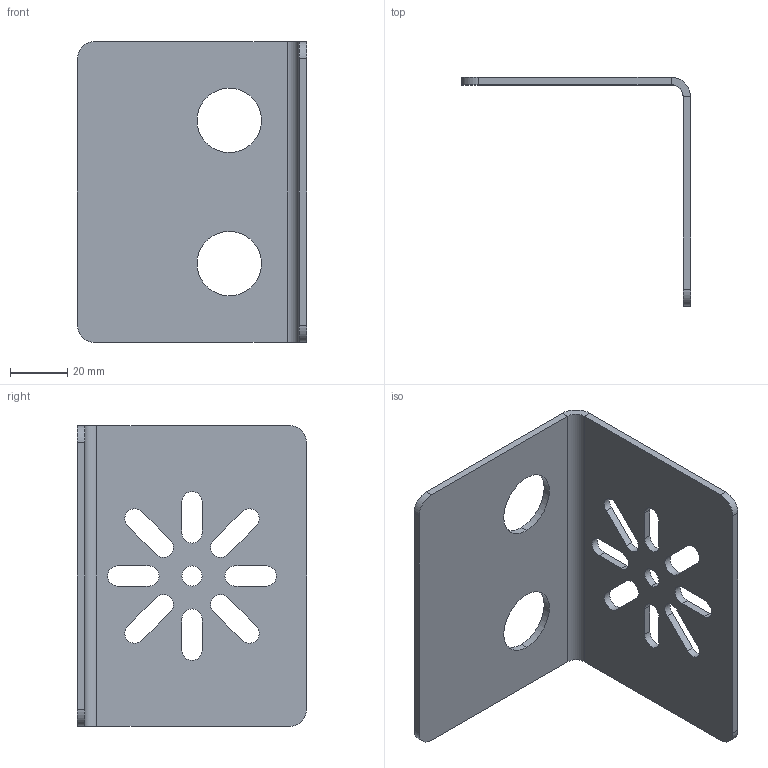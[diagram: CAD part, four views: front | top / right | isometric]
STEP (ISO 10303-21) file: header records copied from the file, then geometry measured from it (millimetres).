
FILE_DESCRIPTION((''),'2;1');
FILE_NAME('177538_ASM','2013-12-05T',('pdmadmin'),(''),'PRO/ENGINEER BY PARAMETRIC TECHNOLOGY CORPORATION, 2013230','PRO/ENGINEER BY PARAMETRIC TECHNOLOGY CORPORATION, 2013230','');
FILE_SCHEMA(('CONFIG_CONTROL_DESIGN'));
Length unit declared in the file: millimetre
Products named in the file (2): 177536; 177538_ASM
Assembly tree (1 placements, depth 2):
  177538_ASM
    177536
Bounding box: 80 x 80 x 105 mm (x, y, z)
Volume: 37447 mm3; surface area: 31535.9 mm2
Topology: 1 solids, 1 shells, 56 faces, 154 edges, 100 vertices
Faces by surface type: plane 28, cylinder 28
Entity records: 1901 total; most frequent: DIRECTION 328, CARTESIAN_POINT 313, ORIENTED_EDGE 308, EDGE_CURVE 154, AXIS2_PLACEMENT_3D 115, VERTEX_POINT 100, VECTOR 98, LINE 98
